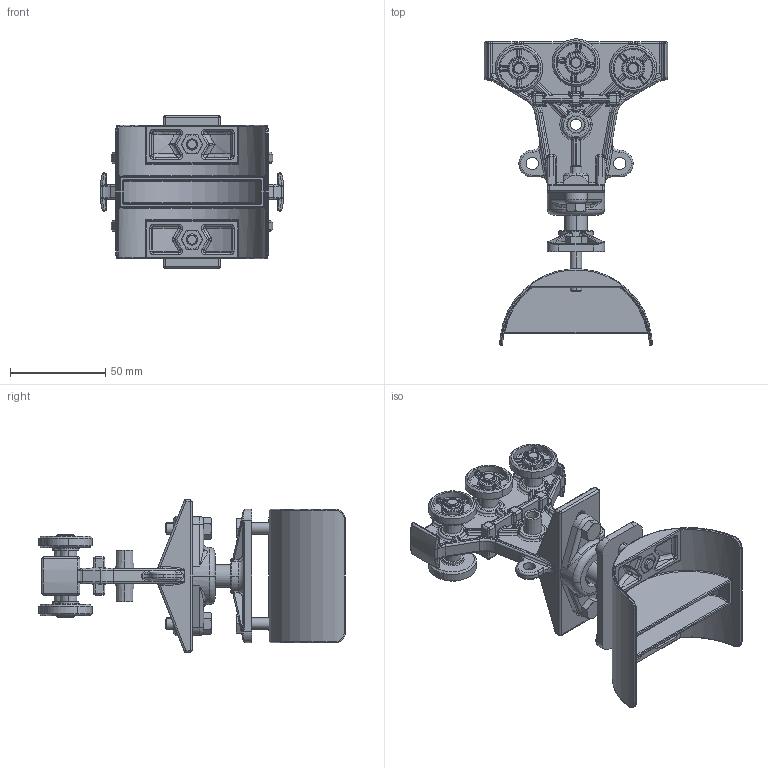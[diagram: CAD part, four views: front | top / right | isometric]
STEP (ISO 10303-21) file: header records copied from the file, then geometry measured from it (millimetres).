
FILE_DESCRIPTION (( 'STEP AP203' ), '1' );
FILE_NAME ('800.019.032.STEP', '2015-05-25T10:23:02', ( '' ), ( '' ), 'SwSTEP 2.0', 'SolidWorks 2012', '' );
FILE_SCHEMA (( 'CONFIG_CONTROL_DESIGN' ));
Length unit declared in the file: millimetre
Products named in the file (14): 800.019.032; VITI TE UNI 5739_M6x25 UNI 5739; DADI ESAGONALI NORMALI UNI 5588_M6 UNI 5588; VITI TSEI UNI 5933_M6x30 UNI 5933; VITI TE UNI 5739_M6x20 UNI 5739; 084.302.000 DADI ALUSIC 13x13-1_084.302.003; circlip for shafts normal_din_Circlip DIN 471 - 6 x 0.7; 900.200.011; 900.200.015; 900.200.014; 900.200.010; 900.200.009; 800.019.121; 900.200.013
Assembly tree (29 placements, depth 2):
  800.019.032
    900.200.013
    800.019.121  x3
    900.200.009  x6
    900.200.010
    900.200.014
    900.200.015
    900.200.011
    circlip for shafts normal_din_Circlip DIN 471 - 6 x 0.7  x6
    084.302.000 DADI ALUSIC 13x13-1_084.302.003  x2
    VITI TE UNI 5739_M6x20 UNI 5739  x2
    VITI TSEI UNI 5933_M6x30 UNI 5933
    DADI ESAGONALI NORMALI UNI 5588_M6 UNI 5588  x2
    VITI TE UNI 5739_M6x25 UNI 5739  x2
Bounding box: 96.38 x 160.78 x 80 mm (x, y, z)
Volume: 111526.7 mm3; surface area: 84841.8 mm2
Topology: 29 solids, 29 shells, 2793 faces, 6492 edges, 3475 vertices
Faces by surface type: cylinder 993, plane 524, bspline 466, torus 385, sphere 303, cone 122
Entity records: 66924 total; most frequent: CARTESIAN_POINT 25649, DIRECTION 8378, ORIENTED_EDGE 8310, EDGE_CURVE 4155, AXIS2_PLACEMENT_3D 3504, VERTEX_POINT 2301, EDGE_LOOP 1988, CIRCLE 1944
